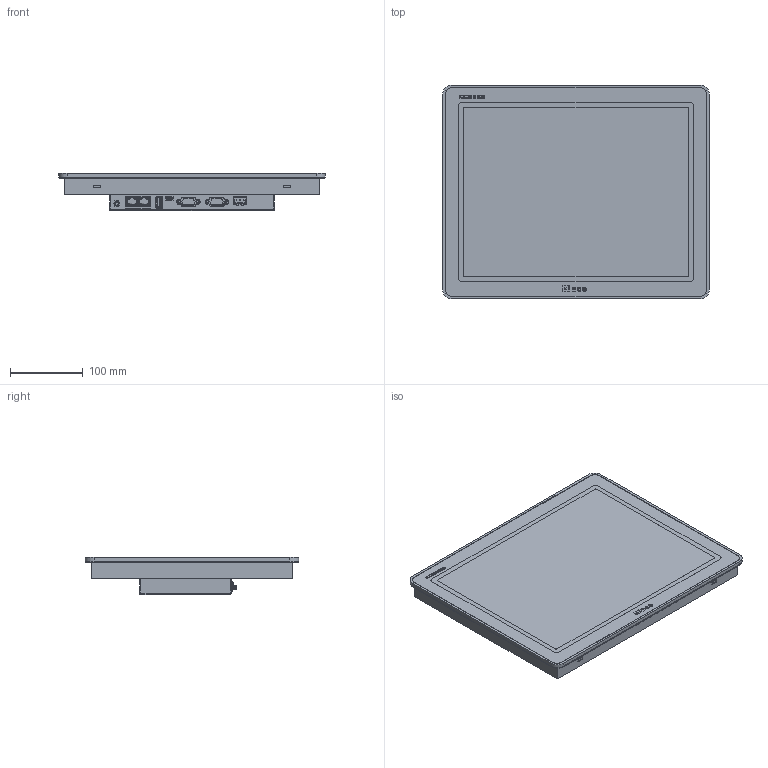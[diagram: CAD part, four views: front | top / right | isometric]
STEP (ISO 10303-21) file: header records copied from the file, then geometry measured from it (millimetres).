
FILE_DESCRIPTION (( 'STEP AP214' ), '1' );
FILE_NAME ('F2150E2-230519b.STEP', '2023-09-27T08:12:54', ( '' ), ( '' ), 'SwSTEP 2.0', 'SolidWorks 2018', '' );
FILE_SCHEMA (( 'AUTOMOTIVE_DESIGN' ));
Length unit declared in the file: millimetre
Products named in the file (1): F2150E2-230519b
Bounding box: 366 x 293 x 51 mm (x, y, z)
Volume: 3741653.8 mm3; surface area: 806907.5 mm2
Topology: 20 solids, 20 shells, 2685 faces, 7040 edges, 4506 vertices
Faces by surface type: plane 1572, cylinder 731, bspline 266, cone 84, sphere 32
Entity records: 133207 total; most frequent: CARTESIAN_POINT 39013, ORIENTED_EDGE 13944, DIRECTION 12281, EDGE_CURVE 6972, VECTOR 4941, LINE 4941, VERTEX_POINT 4506, AXIS2_PLACEMENT_3D 3670
